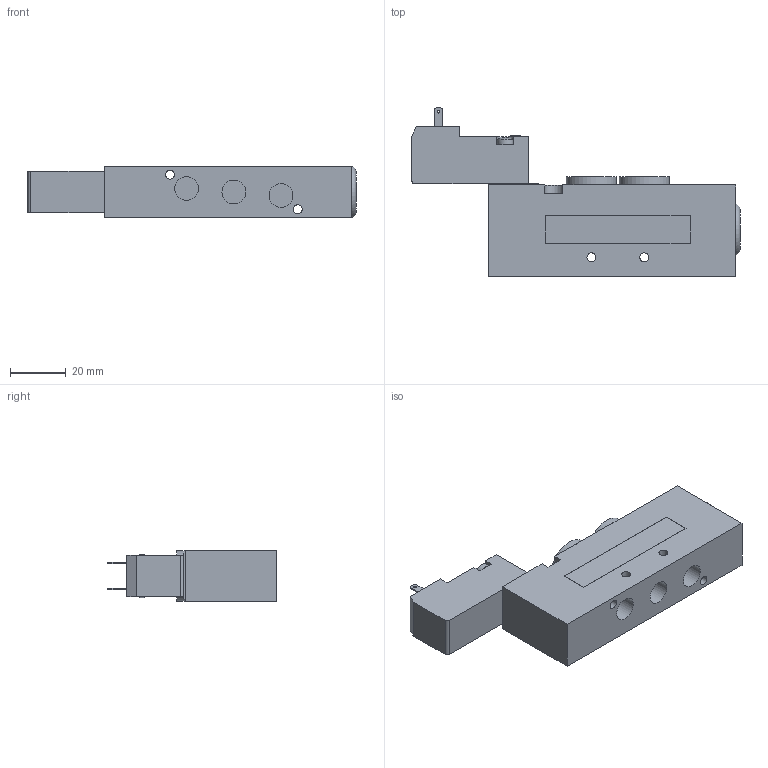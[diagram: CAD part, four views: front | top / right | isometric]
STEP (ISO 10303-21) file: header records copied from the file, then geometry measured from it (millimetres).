
FILE_DESCRIPTION((''),'2;1');
FILE_NAME('2415_52_00_39_0#.stp','2006-01-04T09:26:59',('rivolro1'),(''),'Autodesk Inventor 10','Autodesk Inventor 10','');
FILE_SCHEMA(('AUTOMOTIVE_DESIGN { 1 0 10303 214 1 1 1 1 }'));
Length unit declared in the file: millimetre
Products named in the file (3): 2415_52_00_39_0#; 2415_52_00_39; N33_-0_
Assembly tree (2 placements, depth 2):
  2415_52_00_39_0#
    2415_52_00_39
    N33_-0_
Bounding box: 118.1 x 60.99 x 18.5 mm (x, y, z)
Volume: 62666.8 mm3; surface area: 17960.1 mm2
Topology: 3 solids, 3 shells, 145 faces, 350 edges, 233 vertices
Faces by surface type: plane 93, bspline 36, cylinder 14, torus 1, sphere 1
Full cylindrical faces by diameter (mm): 1 x2, 3 x1, 3.9 x1, 5.8 x1, 18 x2
Entity records: 4361 total; most frequent: CARTESIAN_POINT 1109, DIRECTION 630, ORIENTED_EDGE 610, EDGE_CURVE 305, VERTEX_POINT 219, AXIS2_PLACEMENT_3D 211, EDGE_LOOP 210, VECTOR 208
